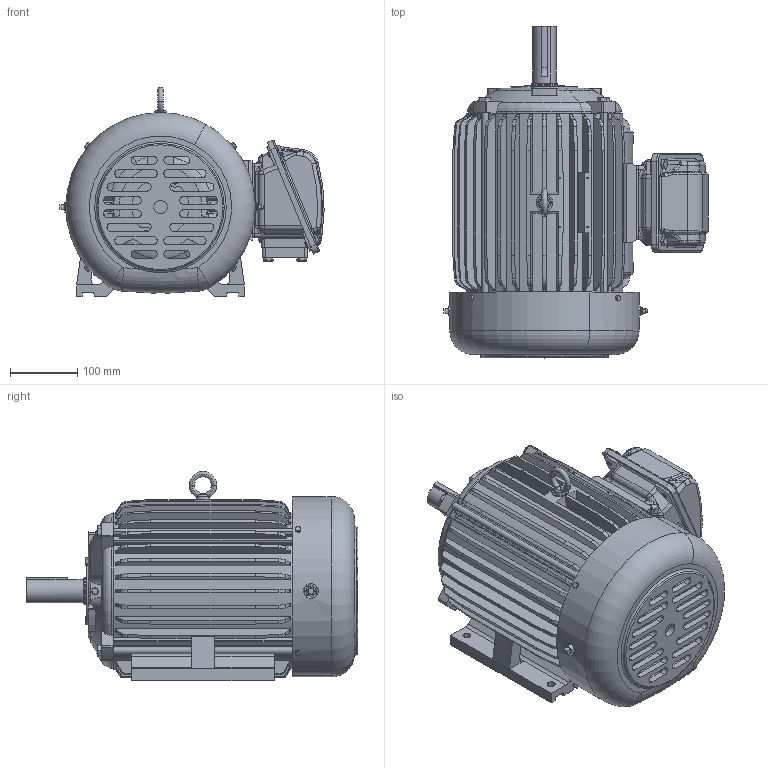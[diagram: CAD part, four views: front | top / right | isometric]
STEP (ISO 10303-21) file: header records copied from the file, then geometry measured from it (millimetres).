
FILE_DESCRIPTION(('CATIA V5 STEP Exchange'),'2;1');
FILE_NAME('AEHH8R#215T_AllCATPart.stp','2012-09-04T10:46:01+00:00',('none'),('none'),'CATIA Version 5 Release 19 SP 9 (IN-10)','CATIA V5 STEP AP203','none');
FILE_SCHEMA(('CONFIG_CONTROL_DESIGN'));
Length unit declared in the file: millimetre
Products named in the file (1): AEHH8R#215T_AllCATPart
Bounding box: 393.99 x 494.65 x 311.9 mm (x, y, z)
Volume: 5612870.8 mm3; surface area: 1660122 mm2
Topology: 36 solids, 36 shells, 2205 faces, 5809 edges, 3742 vertices
Faces by surface type: plane 745, cylinder 742, torus 330, cone 232, bspline 124, sphere 24, revolution 4, extrusion 4
Entity records: 75648 total; most frequent: CARTESIAN_POINT 27472, ORIENTED_EDGE 11542, DIRECTION 6958, EDGE_CURVE 5771, VERTEX_POINT 3742, AXIS2_PLACEMENT_3D 3468, EDGE_LOOP 2491, ADVANCED_FACE 2205
